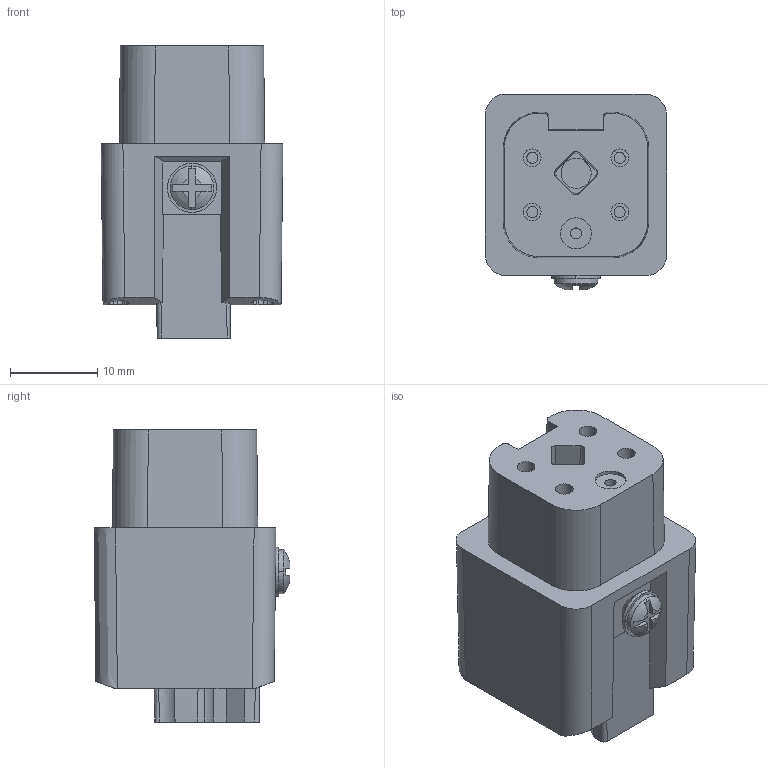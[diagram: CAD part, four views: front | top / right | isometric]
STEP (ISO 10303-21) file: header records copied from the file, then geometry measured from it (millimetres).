
FILE_DESCRIPTION(/* description */ ('Alibre Inc.'),/* implementation_level */ '2;1');
FILE_NAME(/* name */ 'export-D68DB1C3-8D9A-46DB-974F-7B8E916A6D92',/* time_stamp */ '2023-01-31T12:31:28+01:00',/* author */ (''),/* organization */ (''),/* preprocessor_version */ 'ST-DEVELOPER v17',/* originating_system */ 'Alibre',/* authorisation */ '');
FILE_SCHEMA (('AUTOMOTIVE_DESIGN'));
Length unit declared in the file: millimetre
Products named in the file (2): HC_A04_I_PT_F-select
Bounding box: 20.8 x 22.39 x 33.4 mm (x, y, z)
Volume: 9721.9 mm3; surface area: 4292.5 mm2
Topology: 1 solids, 1 shells, 406 faces, 1149 edges, 770 vertices
Faces by surface type: plane 236, cylinder 87, cone 55, bspline 26, sphere 2
Entity records: 17373 total; most frequent: CARTESIAN_POINT 7320, ORIENTED_EDGE 2298, DIRECTION 1647, EDGE_CURVE 1149, VERTEX_POINT 770, VECTOR 681, LINE 681, AXIS2_PLACEMENT_3D 601
